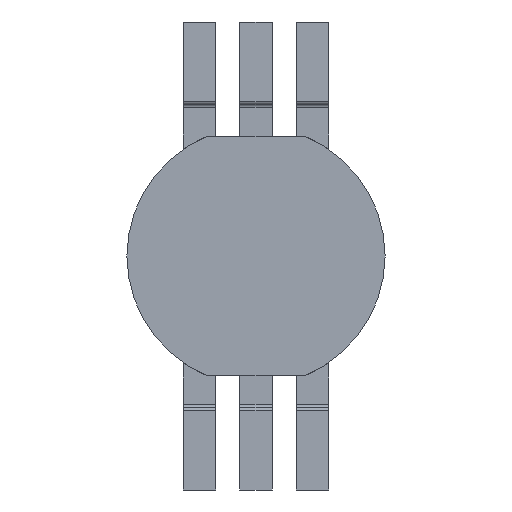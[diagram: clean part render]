
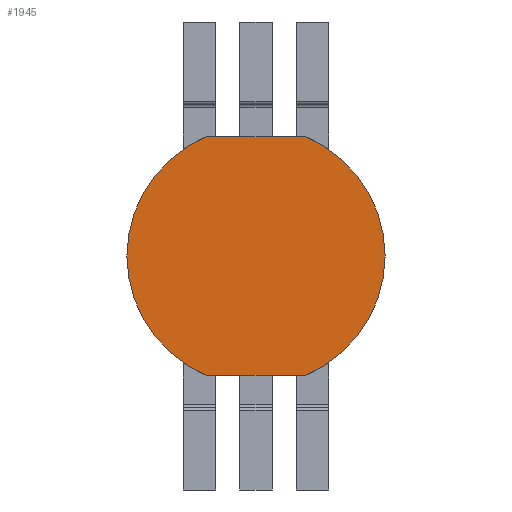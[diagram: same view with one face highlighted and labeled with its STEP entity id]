
A CAD part, front view. The second image highlights one B-rep face of the part: STEP entity #1945.
In plain terms, the highlighted planar face has unit normal (0, -1, 0).
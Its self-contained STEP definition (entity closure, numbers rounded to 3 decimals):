
#63=PLANE('',#2094);
#143=FACE_OUTER_BOUND('',#255,.T.);
#255=EDGE_LOOP('',(#1439,#1440,#1441,#1442));
#404=LINE('',#2966,#622);
#411=LINE('',#2978,#629);
#622=VECTOR('',#2356,1000.);
#629=VECTOR('',#2365,1000.);
#793=CIRCLE('',#2079,4.);
#797=CIRCLE('',#2084,4.);
#889=VERTEX_POINT('',#2899);
#890=VERTEX_POINT('',#2901);
#897=VERTEX_POINT('',#2916);
#898=VERTEX_POINT('',#2918);
#1083=EDGE_CURVE('',#889,#890,#793,.T.);
#1091=EDGE_CURVE('',#897,#898,#797,.T.);
#1116=EDGE_CURVE('',#898,#889,#404,.T.);
#1123=EDGE_CURVE('',#890,#897,#411,.T.);
#1439=ORIENTED_EDGE('',*,*,#1083,.F.);
#1440=ORIENTED_EDGE('',*,*,#1116,.F.);
#1441=ORIENTED_EDGE('',*,*,#1091,.F.);
#1442=ORIENTED_EDGE('',*,*,#1123,.F.);
#1945=ADVANCED_FACE('',(#143),#63,.F.);
#2079=AXIS2_PLACEMENT_3D('',#2902,#2305,#2306);
#2084=AXIS2_PLACEMENT_3D('',#2919,#2319,#2320);
#2094=AXIS2_PLACEMENT_3D('',#2994,#2376,#2377);
#2305=DIRECTION('center_axis',(0.,1.,0.));
#2306=DIRECTION('ref_axis',(0.,0.,1.));
#2319=DIRECTION('center_axis',(0.,1.,0.));
#2320=DIRECTION('ref_axis',(0.,0.,1.));
#2356=DIRECTION('',(-1.,0.,0.));
#2365=DIRECTION('',(1.,0.,0.));
#2376=DIRECTION('center_axis',(0.,1.,0.));
#2377=DIRECTION('ref_axis',(0.,0.,1.));
#2899=CARTESIAN_POINT('',(1.95,0.,-7.4));
#2901=CARTESIAN_POINT('',(1.95,0.,0.));
#2902=CARTESIAN_POINT('Origin',(3.47,0.,-3.7));
#2916=CARTESIAN_POINT('',(4.99,0.,0.));
#2918=CARTESIAN_POINT('',(4.99,0.,-7.4));
#2919=CARTESIAN_POINT('Origin',(3.47,0.,-3.7));
#2966=CARTESIAN_POINT('',(1.95,0.,-7.4));
#2978=CARTESIAN_POINT('',(1.95,0.,0.));
#2994=CARTESIAN_POINT('Origin',(3.47,0.,-3.7));
